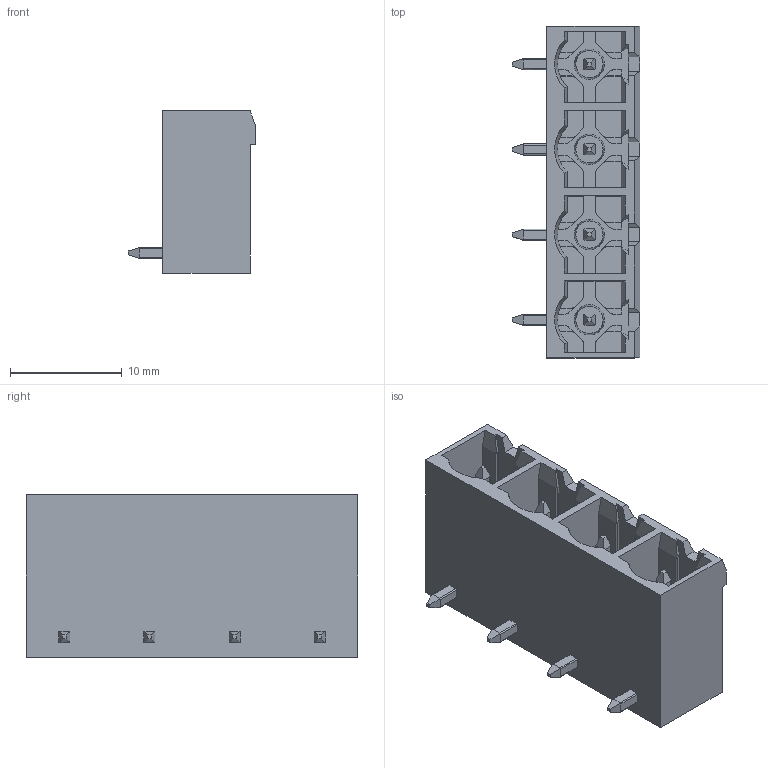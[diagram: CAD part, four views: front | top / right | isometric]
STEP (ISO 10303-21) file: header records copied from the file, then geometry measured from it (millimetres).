
FILE_DESCRIPTION (( 'STEP AP214' ), '1' );
FILE_NAME ('ME030-76204TCO02_20230302.STEP', '2023-03-02T09:05:24', ( 'RD08' ), ( '' ), 'SwSTEP 2.0', 'SolidWorks 2016', '' );
FILE_SCHEMA (( 'AUTOMOTIVE_DESIGN' ));
Length unit declared in the file: millimetre
Products named in the file (1): ME030-76204TCO02_20230302
Bounding box: 11.4 x 29.66 x 14.5 mm (x, y, z)
Volume: 1868.5 mm3; surface area: 3262 mm2
Topology: 1 solids, 1 shells, 361 faces, 1025 edges, 678 vertices
Faces by surface type: plane 261, cylinder 92, cone 8
Entity records: 14653 total; most frequent: CARTESIAN_POINT 2373, ORIENTED_EDGE 2042, DIRECTION 1813, EDGE_CURVE 1021, LINE 745, VECTOR 745, VERTEX_POINT 678, AXIS2_PLACEMENT_3D 534
